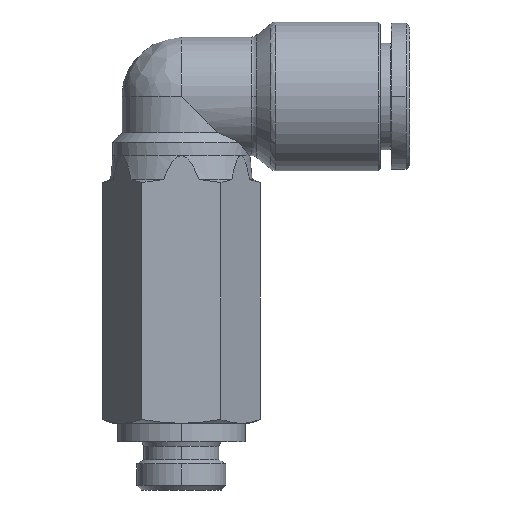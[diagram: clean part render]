
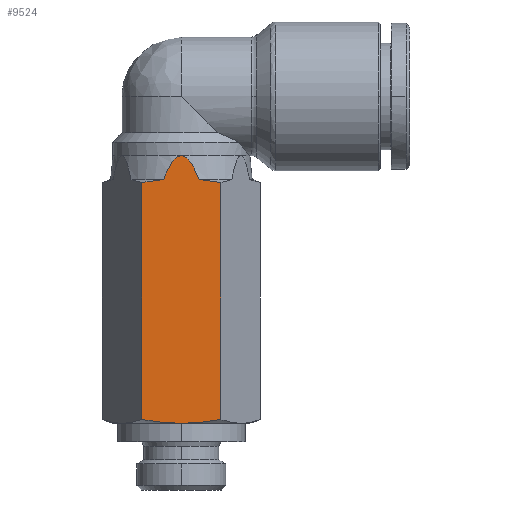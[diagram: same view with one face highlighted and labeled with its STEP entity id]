
A CAD part, front view. The second image highlights one B-rep face of the part: STEP entity #9524.
In plain terms, the highlighted planar face has unit normal (0, -1, 0).
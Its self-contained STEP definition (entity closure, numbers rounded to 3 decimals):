
#212 = LINE ( 'NONE', #3078, #13410 ) ;
#253 = CARTESIAN_POINT ( 'NONE',  ( -9.233, -7.5, -6.5 ) ) ;
#409 = CARTESIAN_POINT ( 'NONE',  ( -9.962, -7.5, -35.8 ) ) ;
#414 = CARTESIAN_POINT ( 'NONE',  ( -7.382, -7.5, -8.835 ) ) ;
#635 = ORIENTED_EDGE ( 'NONE', *, *, #14564, .T. ) ;
#778 = DIRECTION ( 'NONE',  ( 0., 0., -1. ) ) ;
#891 = CARTESIAN_POINT ( 'NONE',  ( -13.563, -7.5, -35.378 ) ) ;
#1069 = CARTESIAN_POINT ( 'NONE',  ( -10.745, -7.5, -8.06 ) ) ;
#1324 = EDGE_CURVE ( 'NONE', #6449, #3405, #14603, .T. ) ;
#1740 = DIRECTION ( 'NONE',  ( 0., 0., -1. ) ) ;
#1898 = B_SPLINE_CURVE_WITH_KNOTS ( 'NONE', 3,
 ( #10332, #12977, #7800, #12869 ),
 .UNSPECIFIED., .F., .F.,
 ( 4, 4 ),
 ( 0., 0.002 ),
 .UNSPECIFIED. ) ;
#2142 = VERTEX_POINT ( 'NONE', #3233 ) ;
#2482 = EDGE_CURVE ( 'NONE', #9538, #9656, #6981, .T. ) ;
#2708 = ORIENTED_EDGE ( 'NONE', *, *, #9218, .T. ) ;
#2868 = CARTESIAN_POINT ( 'NONE',  ( -9.233, -7.5, -35.8 ) ) ;
#3078 = CARTESIAN_POINT ( 'NONE',  ( -4.903, -7.5, -37.8 ) ) ;
#3233 = CARTESIAN_POINT ( 'NONE',  ( -4.903, -7.5, -35.378 ) ) ;
#3405 = VERTEX_POINT ( 'NONE', #12694 ) ;
#3428 = CARTESIAN_POINT ( 'NONE',  ( -9.764, -7.5, -6.685 ) ) ;
#4178 = B_SPLINE_CURVE_WITH_KNOTS ( 'NONE', 3,
 ( #8765, #15050, #12473, #3428, #15161, #7357, #8938, #5131, #1069, #6437, #11547, #7746 ),
 .UNSPECIFIED., .F., .F.,
 ( 4, 2, 2, 2, 2, 4 ),
 ( 0., 0., 0.001, 0.002, 0.003, 0.003 ),
 .UNSPECIFIED. ) ;
#4257 = EDGE_CURVE ( 'NONE', #13704, #2142, #212, .T. ) ;
#4420 = ORIENTED_EDGE ( 'NONE', *, *, #1324, .T. ) ;
#4475 = CARTESIAN_POINT ( 'NONE',  ( -11.983, -7.5, -9.173 ) ) ;
#5131 = CARTESIAN_POINT ( 'NONE',  ( -10.62, -7.5, -7.808 ) ) ;
#5166 = CARTESIAN_POINT ( 'NONE',  ( -8.505, -7.5, -35.8 ) ) ;
#5174 = CARTESIAN_POINT ( 'NONE',  ( -13.563, -7.5, -37.8 ) ) ;
#5178 = CARTESIAN_POINT ( 'NONE',  ( -4.903, -7.5, -9.431 ) ) ;
#5180 = EDGE_CURVE ( 'NONE', #2142, #9538, #8455, .T. ) ;
#5317 = CARTESIAN_POINT ( 'NONE',  ( -8.703, -7.5, -6.684 ) ) ;
#5417 = CARTESIAN_POINT ( 'NONE',  ( -12.847, -7.5, -35.508 ) ) ;
#5704 = CARTESIAN_POINT ( 'NONE',  ( -13.563, -7.5, -9.431 ) ) ;
#6111 = AXIS2_PLACEMENT_3D ( 'NONE', #12464, #11019, #778 ) ;
#6437 = CARTESIAN_POINT ( 'NONE',  ( -10.978, -7.5, -8.574 ) ) ;
#6449 = VERTEX_POINT ( 'NONE', #13368 ) ;
#6617 = CARTESIAN_POINT ( 'NONE',  ( -9.09, -7.5, -6.5 ) ) ;
#6981 = B_SPLINE_CURVE_WITH_KNOTS ( 'NONE', 3,
 ( #2868, #409, #13243, #9394, #5417, #12024 ),
 .UNSPECIFIED., .F., .F.,
 ( 4, 2, 4 ),
 ( 0., 0.002, 0.004 ),
 .UNSPECIFIED. ) ;
#7091 = CARTESIAN_POINT ( 'NONE',  ( -11.186, -7.5, -9.1 ) ) ;
#7357 = CARTESIAN_POINT ( 'NONE',  ( -10.172, -7.5, -7.082 ) ) ;
#7400 = ORIENTED_EDGE ( 'NONE', *, *, #10948, .T. ) ;
#7554 = FACE_OUTER_BOUND ( 'NONE', #11859, .T. ) ;
#7628 = EDGE_CURVE ( 'NONE', #13704, #6449, #1898, .T. ) ;
#7746 = CARTESIAN_POINT ( 'NONE',  ( -11.186, -7.5, -9.1 ) ) ;
#7800 = CARTESIAN_POINT ( 'NONE',  ( -6.483, -7.5, -9.173 ) ) ;
#8114 = CARTESIAN_POINT ( 'NONE',  ( -8.296, -7.5, -7.079 ) ) ;
#8455 = B_SPLINE_CURVE_WITH_KNOTS ( 'NONE', 3,
 ( #15610, #16735, #12862, #11647, #5166, #10318 ),
 .UNSPECIFIED., .F., .F.,
 ( 4, 2, 4 ),
 ( 0., 0.002, 0.004 ),
 .UNSPECIFIED. ) ;
#8765 = CARTESIAN_POINT ( 'NONE',  ( -9.233, -7.5, -6.5 ) ) ;
#8938 = CARTESIAN_POINT ( 'NONE',  ( -10.333, -7.5, -7.32 ) ) ;
#9154 = DIRECTION ( 'NONE',  ( 0., 0., -1. ) ) ;
#9218 = EDGE_CURVE ( 'NONE', #13197, #13264, #10003, .T. ) ;
#9394 = CARTESIAN_POINT ( 'NONE',  ( -12.129, -7.5, -35.614 ) ) ;
#9451 = CARTESIAN_POINT ( 'NONE',  ( -7.723, -7.5, -8.057 ) ) ;
#9524 = ADVANCED_FACE ( 'NONE', ( #7554 ), #9829, .T. ) ;
#9538 = VERTEX_POINT ( 'NONE', #12404 ) ;
#9614 = CARTESIAN_POINT ( 'NONE',  ( -11.186, -7.5, -9.1 ) ) ;
#9656 = VERTEX_POINT ( 'NONE', #891 ) ;
#9829 = PLANE ( 'NONE',  #6111 ) ;
#10003 = B_SPLINE_CURVE_WITH_KNOTS ( 'NONE', 3,
 ( #7091, #4475, #14906, #10999 ),
 .UNSPECIFIED., .F., .F.,
 ( 4, 4 ),
 ( 0., 0.002 ),
 .UNSPECIFIED. ) ;
#10318 = CARTESIAN_POINT ( 'NONE',  ( -9.233, -7.5, -35.8 ) ) ;
#10332 = CARTESIAN_POINT ( 'NONE',  ( -4.903, -7.5, -9.431 ) ) ;
#10948 = EDGE_CURVE ( 'NONE', #13264, #9656, #16284, .T. ) ;
#10999 = CARTESIAN_POINT ( 'NONE',  ( -13.563, -7.5, -9.431 ) ) ;
#11019 = DIRECTION ( 'NONE',  ( 0., -1., 0. ) ) ;
#11547 = CARTESIAN_POINT ( 'NONE',  ( -11.085, -7.5, -8.836 ) ) ;
#11647 = CARTESIAN_POINT ( 'NONE',  ( -7.78, -7.5, -35.761 ) ) ;
#11859 = EDGE_LOOP ( 'NONE', ( #7400, #13151, #14813, #14319, #14858, #4420, #635, #2708 ) ) ;
#11905 = CARTESIAN_POINT ( 'NONE',  ( -7.489, -7.5, -8.573 ) ) ;
#11963 = CARTESIAN_POINT ( 'NONE',  ( -8.136, -7.5, -7.316 ) ) ;
#12024 = CARTESIAN_POINT ( 'NONE',  ( -13.563, -7.5, -35.378 ) ) ;
#12404 = CARTESIAN_POINT ( 'NONE',  ( -9.233, -7.5, -35.8 ) ) ;
#12464 = CARTESIAN_POINT ( 'NONE',  ( -4.903, -7.5, -37.8 ) ) ;
#12473 = CARTESIAN_POINT ( 'NONE',  ( -9.517, -7.5, -6.545 ) ) ;
#12694 = CARTESIAN_POINT ( 'NONE',  ( -9.233, -7.5, -6.5 ) ) ;
#12818 = VECTOR ( 'NONE', #9154, 1000. ) ;
#12862 = CARTESIAN_POINT ( 'NONE',  ( -6.337, -7.5, -35.614 ) ) ;
#12869 = CARTESIAN_POINT ( 'NONE',  ( -7.281, -7.5, -9.1 ) ) ;
#12977 = CARTESIAN_POINT ( 'NONE',  ( -5.691, -7.5, -9.288 ) ) ;
#13151 = ORIENTED_EDGE ( 'NONE', *, *, #2482, .F. ) ;
#13197 = VERTEX_POINT ( 'NONE', #9614 ) ;
#13243 = CARTESIAN_POINT ( 'NONE',  ( -10.686, -7.5, -35.761 ) ) ;
#13247 = CARTESIAN_POINT ( 'NONE',  ( -7.849, -7.5, -7.803 ) ) ;
#13264 = VERTEX_POINT ( 'NONE', #5704 ) ;
#13305 = CARTESIAN_POINT ( 'NONE',  ( -8.594, -7.5, -6.776 ) ) ;
#13368 = CARTESIAN_POINT ( 'NONE',  ( -7.281, -7.5, -9.1 ) ) ;
#13410 = VECTOR ( 'NONE', #1740, 1000. ) ;
#13704 = VERTEX_POINT ( 'NONE', #5178 ) ;
#14319 = ORIENTED_EDGE ( 'NONE', *, *, #4257, .F. ) ;
#14444 = CARTESIAN_POINT ( 'NONE',  ( -8.95, -7.5, -6.545 ) ) ;
#14564 = EDGE_CURVE ( 'NONE', #3405, #13197, #4178, .T. ) ;
#14603 = B_SPLINE_CURVE_WITH_KNOTS ( 'NONE', 3,
 ( #15987, #414, #11905, #9451, #13247, #11963, #8114, #13305, #5317, #14444, #6617, #253 ),
 .UNSPECIFIED., .F., .F.,
 ( 4, 2, 2, 2, 2, 4 ),
 ( 0., 0.001, 0.002, 0.003, 0.003, 0.003 ),
 .UNSPECIFIED. ) ;
#14813 = ORIENTED_EDGE ( 'NONE', *, *, #5180, .F. ) ;
#14858 = ORIENTED_EDGE ( 'NONE', *, *, #7628, .T. ) ;
#14906 = CARTESIAN_POINT ( 'NONE',  ( -12.775, -7.5, -9.288 ) ) ;
#15050 = CARTESIAN_POINT ( 'NONE',  ( -9.378, -7.5, -6.5 ) ) ;
#15161 = CARTESIAN_POINT ( 'NONE',  ( -9.875, -7.5, -6.778 ) ) ;
#15610 = CARTESIAN_POINT ( 'NONE',  ( -4.903, -7.5, -35.378 ) ) ;
#15987 = CARTESIAN_POINT ( 'NONE',  ( -7.281, -7.5, -9.1 ) ) ;
#16284 = LINE ( 'NONE', #5174, #12818 ) ;
#16735 = CARTESIAN_POINT ( 'NONE',  ( -5.619, -7.5, -35.508 ) ) ;
